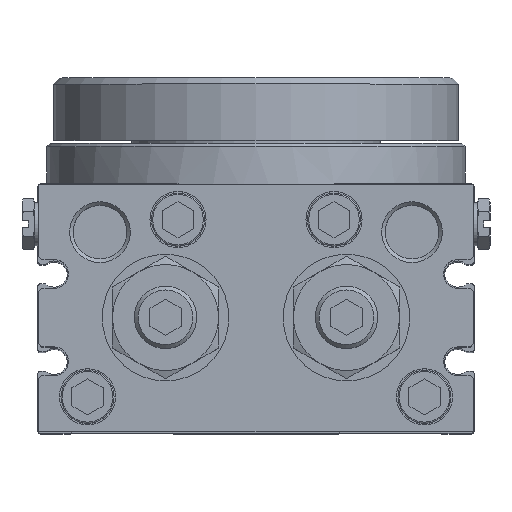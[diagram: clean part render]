
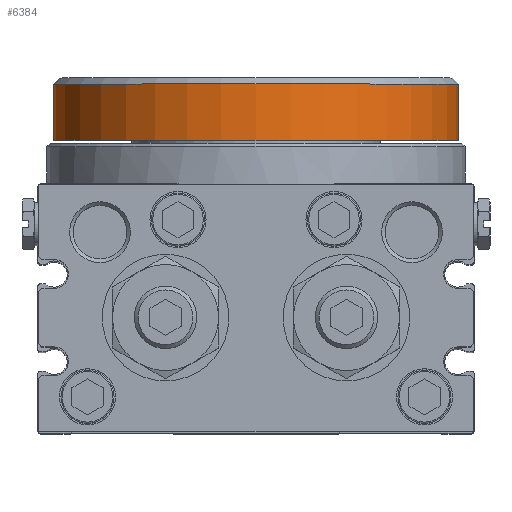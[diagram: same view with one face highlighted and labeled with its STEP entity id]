
A CAD part, top view. The second image highlights one B-rep face of the part: STEP entity #6384.
In plain terms, the highlighted cylindrical face has radius 32.5 mm (diameter 65 mm), a full revolution.
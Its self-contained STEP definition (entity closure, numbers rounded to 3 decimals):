
#95=CYLINDRICAL_SURFACE('',#7015,32.5);
#2928=ORIENTED_EDGE('',*,*,#3828,.T.);
#2929=ORIENTED_EDGE('',*,*,#3819,.F.);
#3819=EDGE_CURVE('',#4407,#4407,#4645,.T.);
#3828=EDGE_CURVE('',#4416,#4416,#4654,.T.);
#4407=VERTEX_POINT('',#10887);
#4416=VERTEX_POINT('',#10906);
#4645=CIRCLE('',#7006,32.5);
#4654=CIRCLE('',#7016,32.5);
#5164=EDGE_LOOP('',(#2928));
#5165=EDGE_LOOP('',(#2929));
#5714=FACE_BOUND('',#5164,.T.);
#5715=FACE_BOUND('',#5165,.T.);
#6384=ADVANCED_FACE('',(#5714,#5715),#95,.T.);
#7006=AXIS2_PLACEMENT_3D('',#10886,#8708,#8709);
#7015=AXIS2_PLACEMENT_3D('',#10904,#8726,#8727);
#7016=AXIS2_PLACEMENT_3D('',#10905,#8728,#8729);
#8708=DIRECTION('',(0.,-1.,0.));
#8709=DIRECTION('',(0.,0.,-1.));
#8726=DIRECTION('',(0.,-1.,0.));
#8727=DIRECTION('',(0.,0.,-1.));
#8728=DIRECTION('',(0.,-1.,0.));
#8729=DIRECTION('',(0.,0.,-1.));
#10886=CARTESIAN_POINT('',(0.,0.,0.));
#10887=CARTESIAN_POINT('',(0.,0.,-32.5));
#10904=CARTESIAN_POINT('',(0.,-50.,0.));
#10905=CARTESIAN_POINT('',(0.,9.,0.));
#10906=CARTESIAN_POINT('',(0.,9.,-32.5));
